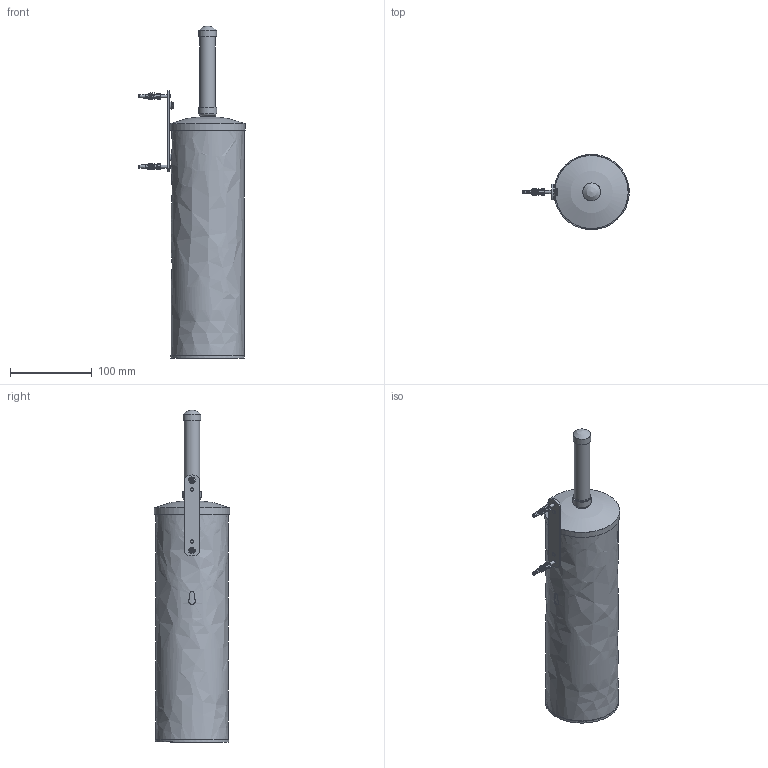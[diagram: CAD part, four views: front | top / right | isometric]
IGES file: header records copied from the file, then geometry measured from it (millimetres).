
Global section: file name: L42-FE; native system: Autodesk Inventor 2018; preprocessor: unknown; author: mstonelake; date: 20190705.121651; units: millimetre
Bounding box: 129.9 x 91.85 x 405.35 mm (x, y, z)
Volume: 448071.9 mm3; surface area: 429151.7 mm2
Topology: 104 solids, 104 shells, 1093 faces, 2779 edges, 1977 vertices
Faces by surface type: bspline 1093
